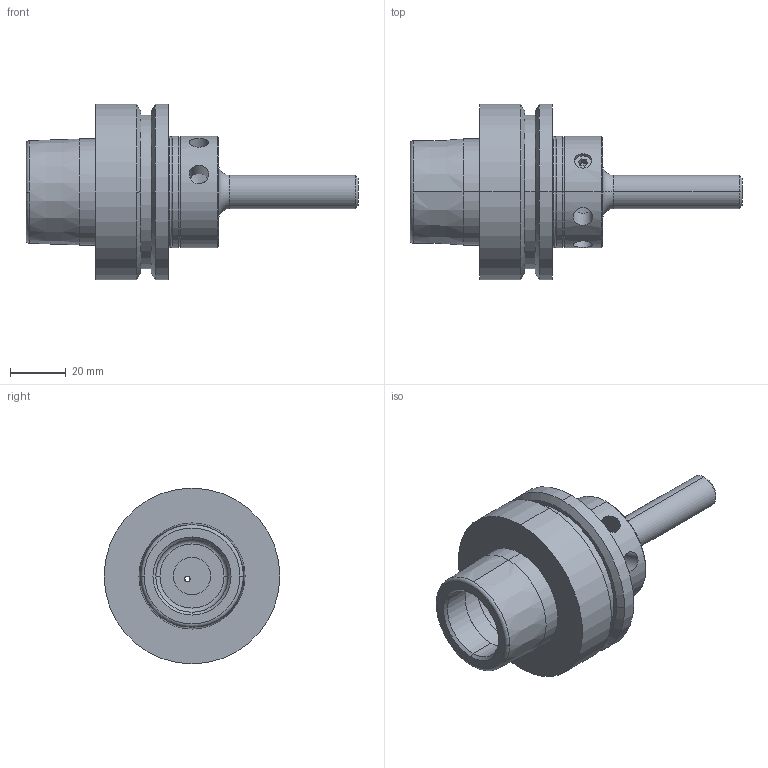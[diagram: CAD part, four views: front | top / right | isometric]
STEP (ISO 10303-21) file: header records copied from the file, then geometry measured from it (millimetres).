
FILE_DESCRIPTION(/* description */ ('Alibre Inc.'),/* implementation_level */ '2;1');
FILE_NAME(/* name */ 'export-ECAF193E-8C90-4B96-9B69-ACF8BE8390B1',/* time_stamp */ '2023-11-21T13:31:14+01:00',/* author */ (''),/* organization */ (''),/* preprocessor_version */ 'ST-DEVELOPER v17',/* originating_system */ 'Alibre',/* authorisation */ '');
FILE_SCHEMA (('AUTOMOTIVE_DESIGN'));
Length unit declared in the file: millimetre
Products named in the file (1): 684400-STEP
Bounding box: 119 x 63 x 63 mm (x, y, z)
Volume: 106449.1 mm3; surface area: 25735.2 mm2
Topology: 1 solids, 1 shells, 119 faces, 287 edges, 175 vertices
Faces by surface type: cylinder 39, cone 32, plane 29, torus 19
Entity records: 3547 total; most frequent: CARTESIAN_POINT 924, ORIENTED_EDGE 554, DIRECTION 510, EDGE_CURVE 277, AXIS2_PLACEMENT_3D 225, VERTEX_POINT 175, CIRCLE 151, EDGE_LOOP 136
